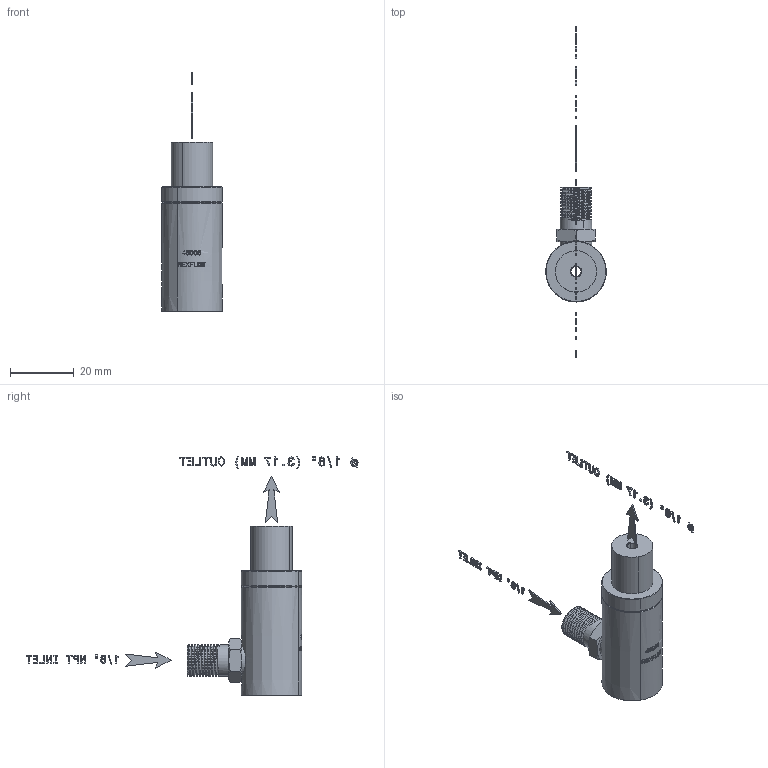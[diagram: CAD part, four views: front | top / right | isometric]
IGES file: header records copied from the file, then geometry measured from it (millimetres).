
Start section: START RECORD GO HERE.
Global section: file name: 45003.igs; native system: DASSAULT SYSTEMES CATIA V5 R20 - www.3ds.com; preprocessor: CATIA Version 5 Release 20 ; author: DESIGNENG; organization: KJNDESIGN; date: 20150319.124231; units: millimetre
Bounding box: 19.04 x 104.34 x 74.98 mm (x, y, z)
Volume: 12927.8 mm3; surface area: 5761.4 mm2
Topology: 36 solids, 37 shells, 1004 faces, 2691 edges, 1784 vertices
Faces by surface type: plane 884, revolution 80, bspline 40
